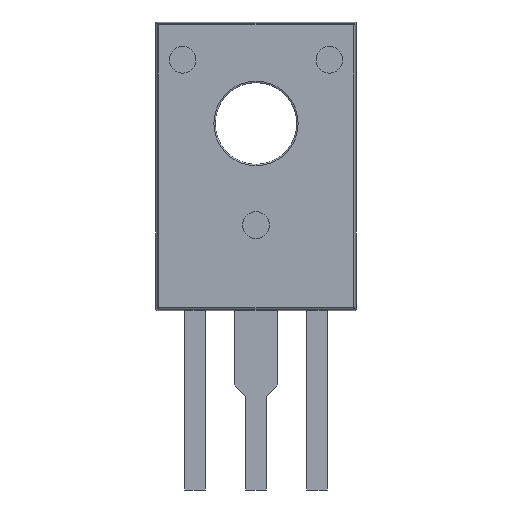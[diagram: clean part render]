
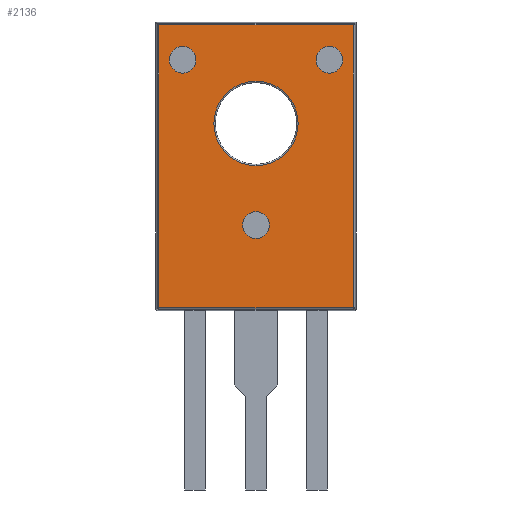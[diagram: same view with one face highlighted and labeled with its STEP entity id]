
A CAD part, front view. The second image highlights one B-rep face of the part: STEP entity #2136.
In plain terms, the highlighted planar face has unit normal (0, -1, 0).
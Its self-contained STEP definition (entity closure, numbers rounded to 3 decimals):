
#26 = DIRECTION ( 'NONE',  ( 0., 0., -1. ) ) ;
#375 = EDGE_CURVE ( 'NONE', #3596, #12553, #7554, .T. ) ;
#424 = EDGE_LOOP ( 'NONE', ( #7770, #2876 ) ) ;
#489 = CARTESIAN_POINT ( 'NONE',  ( 0., -1.225, 3.7 ) ) ;
#502 = VERTEX_POINT ( 'NONE', #6280 ) ;
#617 = AXIS2_PLACEMENT_3D ( 'NONE', #4270, #5560, #6637 ) ;
#1097 = DIRECTION ( 'NONE',  ( 0., 1., 0. ) ) ;
#1347 = VERTEX_POINT ( 'NONE', #1879 ) ;
#1530 = CIRCLE ( 'NONE', #9326, 0.5 ) ;
#1546 = VECTOR ( 'NONE', #9453, 1000. ) ;
#1616 = CARTESIAN_POINT ( 'NONE',  ( -2.743, -1.225, 9.383 ) ) ;
#1651 = FACE_BOUND ( 'NONE', #9009, .T. ) ;
#1879 = CARTESIAN_POINT ( 'NONE',  ( 0., -1.225, 5.425 ) ) ;
#2128 = EDGE_CURVE ( 'NONE', #6641, #9849, #5342, .T. ) ;
#2136 = ADVANCED_FACE ( 'NONE', ( #1651, #8744, #14210, #13155, #13303 ), #6381, .T. ) ;
#2335 = DIRECTION ( 'NONE',  ( 0., -1., 0. ) ) ;
#2659 = LINE ( 'NONE', #3879, #1546 ) ;
#2790 = DIRECTION ( 'NONE',  ( 0., 0., -1. ) ) ;
#2876 = ORIENTED_EDGE ( 'NONE', *, *, #13182, .F. ) ;
#2975 = CARTESIAN_POINT ( 'NONE',  ( 0., -1.225, 10.687 ) ) ;
#3521 = CIRCLE ( 'NONE', #8647, 0.5 ) ;
#3596 = VERTEX_POINT ( 'NONE', #4967 ) ;
#3633 = EDGE_CURVE ( 'NONE', #9774, #1347, #7184, .T. ) ;
#3706 = EDGE_CURVE ( 'NONE', #502, #6828, #11164, .T. ) ;
#3731 = CARTESIAN_POINT ( 'NONE',  ( 3.637, -1.225, 0. ) ) ;
#3816 = DIRECTION ( 'NONE',  ( 0., -1., 0. ) ) ;
#3879 = CARTESIAN_POINT ( 'NONE',  ( -3.637, -1.225, 0. ) ) ;
#4017 = ORIENTED_EDGE ( 'NONE', *, *, #375, .T. ) ;
#4270 = CARTESIAN_POINT ( 'NONE',  ( 0., -1.225, 7. ) ) ;
#4282 = CARTESIAN_POINT ( 'NONE',  ( 3.637, -1.225, 0.113 ) ) ;
#4511 = VECTOR ( 'NONE', #12366, 1000. ) ;
#4967 = CARTESIAN_POINT ( 'NONE',  ( 3.637, -1.225, 10.687 ) ) ;
#4970 = EDGE_LOOP ( 'NONE', ( #7631, #11853 ) ) ;
#5047 = VECTOR ( 'NONE', #13109, 1000. ) ;
#5117 = EDGE_CURVE ( 'NONE', #9849, #6641, #3521, .T. ) ;
#5315 = VERTEX_POINT ( 'NONE', #11783 ) ;
#5342 = CIRCLE ( 'NONE', #14001, 0.5 ) ;
#5560 = DIRECTION ( 'NONE',  ( 0., 1., 0. ) ) ;
#5706 = DIRECTION ( 'NONE',  ( 0., -1., 0. ) ) ;
#6052 = VERTEX_POINT ( 'NONE', #6472 ) ;
#6091 = LINE ( 'NONE', #3731, #5047 ) ;
#6105 = AXIS2_PLACEMENT_3D ( 'NONE', #8101, #1097, #12673 ) ;
#6280 = CARTESIAN_POINT ( 'NONE',  ( -3.637, -1.225, 0.113 ) ) ;
#6355 = VERTEX_POINT ( 'NONE', #13531 ) ;
#6381 = PLANE ( 'NONE',  #10904 ) ;
#6452 = CARTESIAN_POINT ( 'NONE',  ( 0., -1.225, 3.2 ) ) ;
#6472 = CARTESIAN_POINT ( 'NONE',  ( -2.743, -1.225, 9.883 ) ) ;
#6534 = CARTESIAN_POINT ( 'NONE',  ( 0., -1.225, 3.2 ) ) ;
#6637 = DIRECTION ( 'NONE',  ( 0., 0., -1. ) ) ;
#6641 = VERTEX_POINT ( 'NONE', #489 ) ;
#6828 = VERTEX_POINT ( 'NONE', #4282 ) ;
#6830 = AXIS2_PLACEMENT_3D ( 'NONE', #10396, #5706, #26 ) ;
#7034 = AXIS2_PLACEMENT_3D ( 'NONE', #10529, #2335, #8140 ) ;
#7090 = EDGE_CURVE ( 'NONE', #6828, #3596, #6091, .T. ) ;
#7184 = CIRCLE ( 'NONE', #617, 1.575 ) ;
#7372 = DIRECTION ( 'NONE',  ( 0., -1., 0. ) ) ;
#7554 = LINE ( 'NONE', #2975, #9966 ) ;
#7615 = DIRECTION ( 'NONE',  ( 0., 0., -1. ) ) ;
#7618 = DIRECTION ( 'NONE',  ( 0., 0., 1. ) ) ;
#7631 = ORIENTED_EDGE ( 'NONE', *, *, #5117, .F. ) ;
#7639 = ORIENTED_EDGE ( 'NONE', *, *, #9874, .T. ) ;
#7770 = ORIENTED_EDGE ( 'NONE', *, *, #8203, .F. ) ;
#7810 = ORIENTED_EDGE ( 'NONE', *, *, #8796, .T. ) ;
#8101 = CARTESIAN_POINT ( 'NONE',  ( 0., -1.225, 7. ) ) ;
#8140 = DIRECTION ( 'NONE',  ( 0., 0., 1. ) ) ;
#8203 = EDGE_CURVE ( 'NONE', #5315, #6355, #10637, .T. ) ;
#8265 = CARTESIAN_POINT ( 'NONE',  ( 0., -1.225, 8.575 ) ) ;
#8336 = ORIENTED_EDGE ( 'NONE', *, *, #12078, .F. ) ;
#8371 = CIRCLE ( 'NONE', #12213, 0.5 ) ;
#8636 = DIRECTION ( 'NONE',  ( 0., 0., -1. ) ) ;
#8647 = AXIS2_PLACEMENT_3D ( 'NONE', #6452, #11047, #2790 ) ;
#8744 = FACE_BOUND ( 'NONE', #424, .T. ) ;
#8796 = EDGE_CURVE ( 'NONE', #1347, #9774, #11186, .T. ) ;
#8827 = DIRECTION ( 'NONE',  ( 0., -1., 0. ) ) ;
#8939 = CARTESIAN_POINT ( 'NONE',  ( 0., -1.225, 0.113 ) ) ;
#9009 = EDGE_LOOP ( 'NONE', ( #8336, #10069 ) ) ;
#9326 = AXIS2_PLACEMENT_3D ( 'NONE', #1616, #3816, #8636 ) ;
#9453 = DIRECTION ( 'NONE',  ( 0., 0., -1. ) ) ;
#9774 = VERTEX_POINT ( 'NONE', #8265 ) ;
#9849 = VERTEX_POINT ( 'NONE', #14629 ) ;
#9874 = EDGE_CURVE ( 'NONE', #12553, #502, #2659, .T. ) ;
#9875 = CARTESIAN_POINT ( 'NONE',  ( 0., -1.225, 0. ) ) ;
#9966 = VECTOR ( 'NONE', #12131, 1000. ) ;
#10069 = ORIENTED_EDGE ( 'NONE', *, *, #12609, .F. ) ;
#10396 = CARTESIAN_POINT ( 'NONE',  ( -2.743, -1.225, 9.383 ) ) ;
#10529 = CARTESIAN_POINT ( 'NONE',  ( 2.743, -1.225, 9.383 ) ) ;
#10561 = CARTESIAN_POINT ( 'NONE',  ( -3.637, -1.225, 10.687 ) ) ;
#10637 = CIRCLE ( 'NONE', #7034, 0.5 ) ;
#10828 = EDGE_LOOP ( 'NONE', ( #11214, #4017, #7639, #12322 ) ) ;
#10904 = AXIS2_PLACEMENT_3D ( 'NONE', #9875, #8827, #14287 ) ;
#11047 = DIRECTION ( 'NONE',  ( 0., -1., 0. ) ) ;
#11164 = LINE ( 'NONE', #8939, #4511 ) ;
#11186 = CIRCLE ( 'NONE', #6105, 1.575 ) ;
#11214 = ORIENTED_EDGE ( 'NONE', *, *, #7090, .T. ) ;
#11783 = CARTESIAN_POINT ( 'NONE',  ( 2.743, -1.225, 8.883 ) ) ;
#11853 = ORIENTED_EDGE ( 'NONE', *, *, #2128, .F. ) ;
#12078 = EDGE_CURVE ( 'NONE', #14519, #6052, #12369, .T. ) ;
#12131 = DIRECTION ( 'NONE',  ( -1., 0., 0. ) ) ;
#12213 = AXIS2_PLACEMENT_3D ( 'NONE', #13522, #12402, #7618 ) ;
#12291 = ORIENTED_EDGE ( 'NONE', *, *, #3633, .T. ) ;
#12322 = ORIENTED_EDGE ( 'NONE', *, *, #3706, .T. ) ;
#12366 = DIRECTION ( 'NONE',  ( 1., 0., 0. ) ) ;
#12369 = CIRCLE ( 'NONE', #6830, 0.5 ) ;
#12402 = DIRECTION ( 'NONE',  ( 0., -1., 0. ) ) ;
#12553 = VERTEX_POINT ( 'NONE', #10561 ) ;
#12609 = EDGE_CURVE ( 'NONE', #6052, #14519, #1530, .T. ) ;
#12673 = DIRECTION ( 'NONE',  ( 0., 0., -1. ) ) ;
#12927 = CARTESIAN_POINT ( 'NONE',  ( -2.743, -1.225, 8.883 ) ) ;
#13109 = DIRECTION ( 'NONE',  ( 0., 0., 1. ) ) ;
#13155 = FACE_BOUND ( 'NONE', #13488, .T. ) ;
#13182 = EDGE_CURVE ( 'NONE', #6355, #5315, #8371, .T. ) ;
#13303 = FACE_OUTER_BOUND ( 'NONE', #10828, .T. ) ;
#13488 = EDGE_LOOP ( 'NONE', ( #7810, #12291 ) ) ;
#13522 = CARTESIAN_POINT ( 'NONE',  ( 2.743, -1.225, 9.383 ) ) ;
#13531 = CARTESIAN_POINT ( 'NONE',  ( 2.743, -1.225, 9.883 ) ) ;
#14001 = AXIS2_PLACEMENT_3D ( 'NONE', #6534, #7372, #7615 ) ;
#14210 = FACE_BOUND ( 'NONE', #4970, .T. ) ;
#14287 = DIRECTION ( 'NONE',  ( 0., 0., -1. ) ) ;
#14519 = VERTEX_POINT ( 'NONE', #12927 ) ;
#14629 = CARTESIAN_POINT ( 'NONE',  ( 0., -1.225, 2.7 ) ) ;
